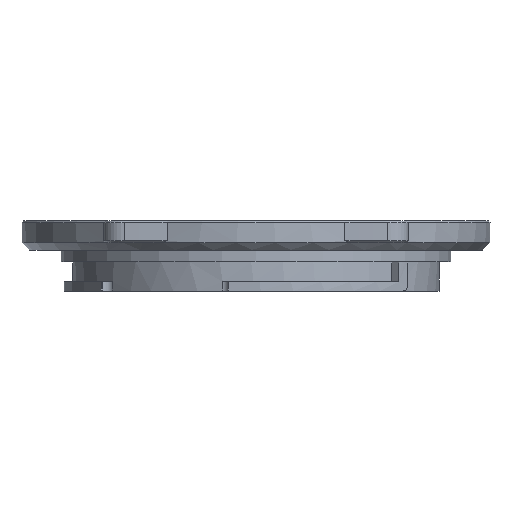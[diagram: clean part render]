
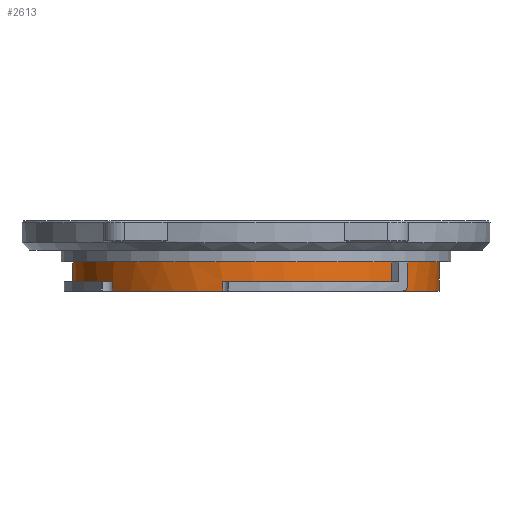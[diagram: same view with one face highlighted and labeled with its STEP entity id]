
A CAD part, front view. The second image highlights one B-rep face of the part: STEP entity #2613.
In plain terms, the highlighted cylindrical face has radius 25.25 mm (diameter 50.5 mm), a partial arc.
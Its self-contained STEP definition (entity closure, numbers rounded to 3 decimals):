
#26=B_SPLINE_CURVE_WITH_KNOTS('',3,(#4284,#4285,#4286,#4287,#4288),
 .UNSPECIFIED.,.F.,.F.,(4,1,4),(0.,0.001,0.002),
 .UNSPECIFIED.);
#155=LINE('',#4159,#334);
#176=LINE('',#4243,#355);
#180=LINE('',#4262,#359);
#181=LINE('',#4264,#360);
#186=LINE('',#4290,#365);
#193=LINE('',#4310,#372);
#194=LINE('',#4315,#373);
#334=VECTOR('',#3316,1000.);
#355=VECTOR('',#3383,1000.);
#359=VECTOR('',#3401,1000.);
#360=VECTOR('',#3404,1000.);
#365=VECTOR('',#3421,1000.);
#372=VECTOR('',#3442,1000.);
#373=VECTOR('',#3449,1000.);
#759=ORIENTED_EDGE('',*,*,#1404,.F.);
#760=ORIENTED_EDGE('',*,*,#1372,.T.);
#761=ORIENTED_EDGE('',*,*,#1369,.T.);
#762=ORIENTED_EDGE('',*,*,#1422,.T.);
#763=ORIENTED_EDGE('',*,*,#1434,.F.);
#764=ORIENTED_EDGE('',*,*,#1423,.T.);
#765=ORIENTED_EDGE('',*,*,#1364,.T.);
#766=ORIENTED_EDGE('',*,*,#1433,.T.);
#767=ORIENTED_EDGE('',*,*,#1435,.F.);
#768=ORIENTED_EDGE('',*,*,#1436,.T.);
#769=ORIENTED_EDGE('',*,*,#1408,.T.);
#770=ORIENTED_EDGE('',*,*,#1413,.T.);
#771=ORIENTED_EDGE('',*,*,#1437,.F.);
#772=ORIENTED_EDGE('',*,*,#1414,.T.);
#773=ORIENTED_EDGE('',*,*,#1358,.T.);
#1358=EDGE_CURVE('',#1720,#1719,#1943,.T.);
#1364=EDGE_CURVE('',#1726,#1725,#1947,.T.);
#1369=EDGE_CURVE('',#1731,#1730,#155,.F.);
#1372=EDGE_CURVE('',#1733,#1731,#1950,.F.);
#1404=EDGE_CURVE('',#1733,#1719,#176,.T.);
#1408=EDGE_CURVE('',#1759,#1758,#1961,.T.);
#1413=EDGE_CURVE('',#1758,#1762,#180,.F.);
#1414=EDGE_CURVE('',#1763,#1720,#181,.T.);
#1422=EDGE_CURVE('',#1730,#1767,#26,.T.);
#1423=EDGE_CURVE('',#1768,#1726,#186,.T.);
#1433=EDGE_CURVE('',#1725,#1773,#193,.F.);
#1434=EDGE_CURVE('',#1768,#1767,#1969,.F.);
#1435=EDGE_CURVE('',#1774,#1773,#1970,.F.);
#1436=EDGE_CURVE('',#1774,#1759,#194,.T.);
#1437=EDGE_CURVE('',#1763,#1762,#1971,.F.);
#1719=VERTEX_POINT('',#4134);
#1720=VERTEX_POINT('',#4136);
#1725=VERTEX_POINT('',#4147);
#1726=VERTEX_POINT('',#4149);
#1730=VERTEX_POINT('',#4158);
#1731=VERTEX_POINT('',#4160);
#1733=VERTEX_POINT('',#4166);
#1758=VERTEX_POINT('',#4251);
#1759=VERTEX_POINT('',#4253);
#1762=VERTEX_POINT('',#4261);
#1763=VERTEX_POINT('',#4265);
#1767=VERTEX_POINT('',#4283);
#1768=VERTEX_POINT('',#4291);
#1773=VERTEX_POINT('',#4309);
#1774=VERTEX_POINT('',#4314);
#1943=CIRCLE('',#2835,25.25);
#1947=CIRCLE('',#2840,25.25);
#1950=CIRCLE('',#2845,25.25);
#1961=CIRCLE('',#2869,25.25);
#1969=CIRCLE('',#2888,25.25);
#1970=CIRCLE('',#2889,25.25);
#1971=CIRCLE('',#2890,25.25);
#2130=EDGE_LOOP('',(#759,#760,#761,#762,#763,#764,#765,#766,#767,#768,#769,
#770,#771,#772,#773));
#2364=FACE_BOUND('',#2130,.T.);
#2531=CYLINDRICAL_SURFACE('',#2887,25.25);
#2613=ADVANCED_FACE('',(#2364),#2531,.T.);
#2835=AXIS2_PLACEMENT_3D('',#4135,#3295,#3296);
#2840=AXIS2_PLACEMENT_3D('',#4148,#3307,#3308);
#2845=AXIS2_PLACEMENT_3D('',#4165,#3322,#3323);
#2869=AXIS2_PLACEMENT_3D('',#4252,#3391,#3392);
#2887=AXIS2_PLACEMENT_3D('',#4311,#3443,#3444);
#2888=AXIS2_PLACEMENT_3D('',#4312,#3445,#3446);
#2889=AXIS2_PLACEMENT_3D('',#4313,#3447,#3448);
#2890=AXIS2_PLACEMENT_3D('',#4316,#3450,#3451);
#3295=DIRECTION('',(0.,0.,1.));
#3296=DIRECTION('',(0.,-1.,0.));
#3307=DIRECTION('',(0.,0.,1.));
#3308=DIRECTION('',(0.,-1.,0.));
#3316=DIRECTION('',(0.,0.,1.));
#3322=DIRECTION('',(0.,0.,1.));
#3323=DIRECTION('',(0.,-1.,0.));
#3383=DIRECTION('',(0.,0.,-1.));
#3391=DIRECTION('',(0.,0.,1.));
#3392=DIRECTION('',(0.,-1.,0.));
#3401=DIRECTION('',(0.,0.,1.));
#3404=DIRECTION('',(0.,0.,1.));
#3421=DIRECTION('',(0.,0.,1.));
#3442=DIRECTION('',(0.,0.,1.));
#3443=DIRECTION('',(0.,0.,1.));
#3444=DIRECTION('',(0.,-1.,0.));
#3445=DIRECTION('',(0.,0.,1.));
#3446=DIRECTION('',(0.,-1.,0.));
#3447=DIRECTION('',(0.,0.,1.));
#3448=DIRECTION('',(0.,-1.,0.));
#3449=DIRECTION('',(0.,0.,1.));
#3450=DIRECTION('',(0.,0.,1.));
#3451=DIRECTION('',(0.,-1.,0.));
#4134=CARTESIAN_POINT('',(18.731,-16.932,-9.9));
#4135=CARTESIAN_POINT('',(0.,0.,-9.9));
#4136=CARTESIAN_POINT('',(-4.584,-24.83,-9.9));
#4147=CARTESIAN_POINT('',(-7.968,23.96,-9.9));
#4148=CARTESIAN_POINT('',(0.,0.,-9.9));
#4149=CARTESIAN_POINT('',(14.681,20.543,-9.9));
#4158=CARTESIAN_POINT('',(19.935,-15.498,-10.15));
#4159=CARTESIAN_POINT('',(19.935,-15.498,-11.15));
#4160=CARTESIAN_POINT('',(19.935,-15.498,-7.15));
#4165=CARTESIAN_POINT('',(0.,0.,-7.15));
#4166=CARTESIAN_POINT('',(18.731,-16.932,-7.15));
#4243=CARTESIAN_POINT('',(18.731,-16.932,-6.45));
#4251=CARTESIAN_POINT('',(-19.727,-15.761,-9.9));
#4252=CARTESIAN_POINT('',(0.,0.,-9.9));
#4253=CARTESIAN_POINT('',(-24.352,6.673,-9.9));
#4261=CARTESIAN_POINT('',(-19.727,-15.761,-11.15));
#4262=CARTESIAN_POINT('',(-19.727,-15.761,-11.15));
#4264=CARTESIAN_POINT('',(-4.584,-24.83,-11.15));
#4265=CARTESIAN_POINT('',(-4.584,-24.83,-11.15));
#4283=CARTESIAN_POINT('',(19.305,-16.275,-11.15));
#4284=CARTESIAN_POINT('',(19.935,-15.498,-10.15));
#4285=CARTESIAN_POINT('',(19.935,-15.498,-10.414));
#4286=CARTESIAN_POINT('',(19.802,-15.67,-10.932));
#4287=CARTESIAN_POINT('',(19.475,-16.073,-11.15));
#4288=CARTESIAN_POINT('',(19.305,-16.275,-11.15));
#4290=CARTESIAN_POINT('',(14.681,20.543,-11.15));
#4291=CARTESIAN_POINT('',(14.681,20.543,-11.15));
#4309=CARTESIAN_POINT('',(-7.968,23.96,-11.15));
#4310=CARTESIAN_POINT('',(-7.968,23.96,-11.15));
#4311=CARTESIAN_POINT('',(0.,0.,-11.15));
#4312=CARTESIAN_POINT('',(0.,0.,-11.15));
#4313=CARTESIAN_POINT('',(0.,0.,-11.15));
#4314=CARTESIAN_POINT('',(-24.352,6.673,-11.15));
#4315=CARTESIAN_POINT('',(-24.352,6.673,-11.15));
#4316=CARTESIAN_POINT('',(0.,0.,-11.15));
